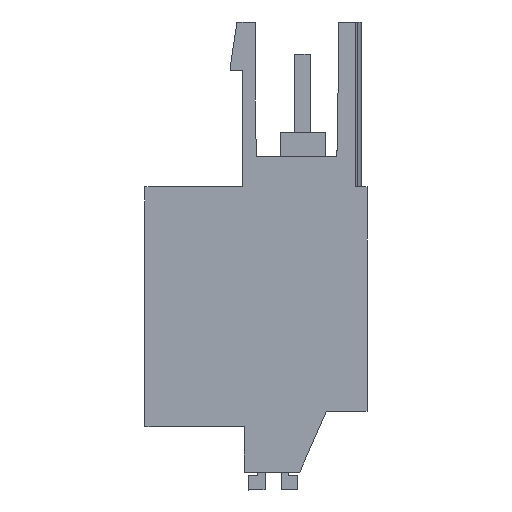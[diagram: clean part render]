
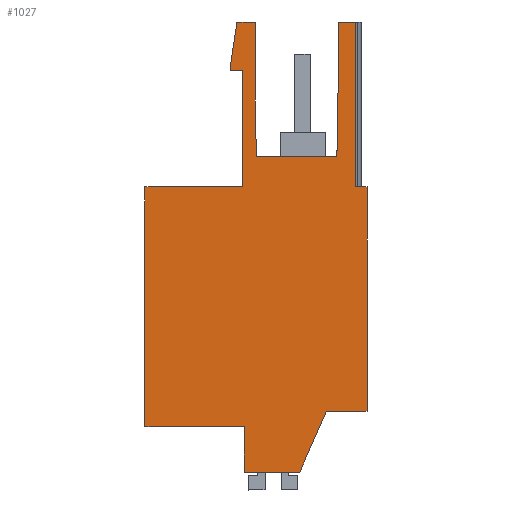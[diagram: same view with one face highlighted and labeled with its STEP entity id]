
A CAD part, left-side view. The second image highlights one B-rep face of the part: STEP entity #1027.
In plain terms, the highlighted planar face has unit normal (-1, 0, 0).
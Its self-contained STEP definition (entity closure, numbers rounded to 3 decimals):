
#871=AXIS2_PLACEMENT_3D('Plane Axis2P3D',#868,#869,#870) ;
#42=CARTESIAN_POINT('Vertex',(0.,2.6,5.043)) ;
#45=CARTESIAN_POINT('Line Origine',(0.,3.45,3.093)) ;
#49=CARTESIAN_POINT('Vertex',(0.,4.3,1.143)) ;
#82=CARTESIAN_POINT('Vertex',(0.,0.,5.043)) ;
#85=CARTESIAN_POINT('Line Origine',(0.,1.3,5.043)) ;
#868=CARTESIAN_POINT('Axis2P3D Location',(0.,6.8,19.383)) ;
#873=CARTESIAN_POINT('Line Origine',(0.,7.158,27.858)) ;
#877=CARTESIAN_POINT('Vertex',(0.,7.158,25.783)) ;
#879=CARTESIAN_POINT('Vertex',(0.,7.158,29.933)) ;
#882=CARTESIAN_POINT('Line Origine',(0.,7.738,29.933)) ;
#886=CARTESIAN_POINT('Vertex',(0.,8.318,29.933)) ;
#889=CARTESIAN_POINT('Line Origine',(0.,8.528,28.533)) ;
#893=CARTESIAN_POINT('Vertex',(0.,8.738,27.133)) ;
#896=CARTESIAN_POINT('Line Origine',(0.,8.738,26.973)) ;
#900=CARTESIAN_POINT('Vertex',(0.,8.738,26.813)) ;
#903=CARTESIAN_POINT('Line Origine',(0.,8.353,26.813)) ;
#907=CARTESIAN_POINT('Vertex',(0.,7.968,26.813)) ;
#910=CARTESIAN_POINT('Line Origine',(0.,7.968,23.098)) ;
#914=CARTESIAN_POINT('Vertex',(0.,7.968,19.383)) ;
#917=CARTESIAN_POINT('Line Origine',(0.,11.084,19.383)) ;
#921=CARTESIAN_POINT('Vertex',(0.,14.2,19.383)) ;
#924=CARTESIAN_POINT('Line Origine',(0.,14.2,11.713)) ;
#928=CARTESIAN_POINT('Vertex',(0.,14.2,4.043)) ;
#931=CARTESIAN_POINT('Line Origine',(0.,11.025,4.043)) ;
#935=CARTESIAN_POINT('Vertex',(0.,7.85,4.043)) ;
#938=CARTESIAN_POINT('Line Origine',(0.,7.85,2.593)) ;
#942=CARTESIAN_POINT('Vertex',(0.,7.85,1.143)) ;
#945=CARTESIAN_POINT('Line Origine',(0.,6.075,1.143)) ;
#950=CARTESIAN_POINT('Line Origine',(0.,0.,12.213)) ;
#954=CARTESIAN_POINT('Vertex',(0.,0.,19.383)) ;
#957=CARTESIAN_POINT('Line Origine',(0.,0.361,19.383)) ;
#961=CARTESIAN_POINT('Vertex',(0.,0.723,19.383)) ;
#964=CARTESIAN_POINT('Line Origine',(0.,0.723,24.658)) ;
#968=CARTESIAN_POINT('Vertex',(0.,0.723,29.933)) ;
#971=CARTESIAN_POINT('Line Origine',(0.,1.285,29.933)) ;
#975=CARTESIAN_POINT('Vertex',(0.,1.848,29.933)) ;
#978=CARTESIAN_POINT('Line Origine',(0.,1.848,27.858)) ;
#982=CARTESIAN_POINT('Vertex',(0.,1.848,25.783)) ;
#985=CARTESIAN_POINT('Line Origine',(0.,1.887,23.558)) ;
#989=CARTESIAN_POINT('Vertex',(0.,1.926,21.333)) ;
#992=CARTESIAN_POINT('Line Origine',(0.,4.503,21.333)) ;
#996=CARTESIAN_POINT('Vertex',(0.,7.08,21.333)) ;
#999=CARTESIAN_POINT('Line Origine',(0.,7.119,23.558)) ;
#46=DIRECTION('Vector Direction',(0.,-0.4,0.917)) ;
#86=DIRECTION('Vector Direction',(0.,-1.,0.)) ;
#869=DIRECTION('Axis2P3D Direction',(-1.,0.,0.)) ;
#870=DIRECTION('Axis2P3D XDirection',(0.,1.,0.)) ;
#874=DIRECTION('Vector Direction',(0.,0.,1.)) ;
#883=DIRECTION('Vector Direction',(0.,1.,0.)) ;
#890=DIRECTION('Vector Direction',(0.,0.148,-0.989)) ;
#897=DIRECTION('Vector Direction',(0.,0.,-1.)) ;
#904=DIRECTION('Vector Direction',(0.,1.,0.)) ;
#911=DIRECTION('Vector Direction',(0.,0.,1.)) ;
#918=DIRECTION('Vector Direction',(0.,1.,0.)) ;
#925=DIRECTION('Vector Direction',(0.,0.,-1.)) ;
#932=DIRECTION('Vector Direction',(0.,-1.,0.)) ;
#939=DIRECTION('Vector Direction',(0.,0.,-1.)) ;
#946=DIRECTION('Vector Direction',(0.,-1.,0.)) ;
#951=DIRECTION('Vector Direction',(0.,0.,1.)) ;
#958=DIRECTION('Vector Direction',(0.,1.,0.)) ;
#965=DIRECTION('Vector Direction',(0.,0.,-1.)) ;
#972=DIRECTION('Vector Direction',(0.,1.,0.)) ;
#979=DIRECTION('Vector Direction',(0.,0.,1.)) ;
#986=DIRECTION('Vector Direction',(0.,0.017,-1.)) ;
#993=DIRECTION('Vector Direction',(0.,-1.,0.)) ;
#1000=DIRECTION('Vector Direction',(0.,-0.017,-1.)) ;
#47=VECTOR('Line Direction',#46,1.) ;
#87=VECTOR('Line Direction',#86,1.) ;
#875=VECTOR('Line Direction',#874,1.) ;
#884=VECTOR('Line Direction',#883,1.) ;
#891=VECTOR('Line Direction',#890,1.) ;
#898=VECTOR('Line Direction',#897,1.) ;
#905=VECTOR('Line Direction',#904,1.) ;
#912=VECTOR('Line Direction',#911,1.) ;
#919=VECTOR('Line Direction',#918,1.) ;
#926=VECTOR('Line Direction',#925,1.) ;
#933=VECTOR('Line Direction',#932,1.) ;
#940=VECTOR('Line Direction',#939,1.) ;
#947=VECTOR('Line Direction',#946,1.) ;
#952=VECTOR('Line Direction',#951,1.) ;
#959=VECTOR('Line Direction',#958,1.) ;
#966=VECTOR('Line Direction',#965,1.) ;
#973=VECTOR('Line Direction',#972,1.) ;
#980=VECTOR('Line Direction',#979,1.) ;
#987=VECTOR('Line Direction',#986,1.) ;
#994=VECTOR('Line Direction',#993,1.) ;
#1001=VECTOR('Line Direction',#1000,1.) ;
#1005=ORIENTED_EDGE('',*,*,#881,.T.) ;
#1006=ORIENTED_EDGE('',*,*,#888,.T.) ;
#1007=ORIENTED_EDGE('',*,*,#895,.T.) ;
#1008=ORIENTED_EDGE('',*,*,#902,.T.) ;
#1009=ORIENTED_EDGE('',*,*,#909,.F.) ;
#1010=ORIENTED_EDGE('',*,*,#916,.F.) ;
#1011=ORIENTED_EDGE('',*,*,#923,.T.) ;
#1012=ORIENTED_EDGE('',*,*,#930,.T.) ;
#1013=ORIENTED_EDGE('',*,*,#937,.T.) ;
#1014=ORIENTED_EDGE('',*,*,#944,.T.) ;
#1015=ORIENTED_EDGE('',*,*,#949,.T.) ;
#1016=ORIENTED_EDGE('',*,*,#51,.T.) ;
#1017=ORIENTED_EDGE('',*,*,#89,.T.) ;
#1018=ORIENTED_EDGE('',*,*,#956,.T.) ;
#1019=ORIENTED_EDGE('',*,*,#963,.T.) ;
#1020=ORIENTED_EDGE('',*,*,#970,.F.) ;
#1021=ORIENTED_EDGE('',*,*,#977,.T.) ;
#1022=ORIENTED_EDGE('',*,*,#984,.F.) ;
#1023=ORIENTED_EDGE('',*,*,#991,.T.) ;
#1024=ORIENTED_EDGE('',*,*,#998,.F.) ;
#1025=ORIENTED_EDGE('',*,*,#1003,.F.) ;
#1027=ADVANCED_FACE('HOUSING',(#1026),#872,.T.) ;
#51=EDGE_CURVE('',#50,#43,#48,.T.) ;
#89=EDGE_CURVE('',#43,#83,#88,.T.) ;
#881=EDGE_CURVE('',#878,#880,#876,.T.) ;
#888=EDGE_CURVE('',#880,#887,#885,.T.) ;
#895=EDGE_CURVE('',#887,#894,#892,.T.) ;
#902=EDGE_CURVE('',#894,#901,#899,.T.) ;
#909=EDGE_CURVE('',#908,#901,#906,.T.) ;
#916=EDGE_CURVE('',#915,#908,#913,.T.) ;
#923=EDGE_CURVE('',#915,#922,#920,.T.) ;
#930=EDGE_CURVE('',#922,#929,#927,.T.) ;
#937=EDGE_CURVE('',#929,#936,#934,.T.) ;
#944=EDGE_CURVE('',#936,#943,#941,.T.) ;
#949=EDGE_CURVE('',#943,#50,#948,.T.) ;
#956=EDGE_CURVE('',#83,#955,#953,.T.) ;
#963=EDGE_CURVE('',#955,#962,#960,.T.) ;
#970=EDGE_CURVE('',#969,#962,#967,.T.) ;
#977=EDGE_CURVE('',#969,#976,#974,.T.) ;
#984=EDGE_CURVE('',#983,#976,#981,.T.) ;
#991=EDGE_CURVE('',#983,#990,#988,.T.) ;
#998=EDGE_CURVE('',#997,#990,#995,.T.) ;
#1003=EDGE_CURVE('',#878,#997,#1002,.T.) ;
#1004=EDGE_LOOP('',(#1005,#1006,#1007,#1008,#1009,#1010,#1011,#1012,#1013,#1014,#1015,#1016,#1017,#1018,#1019,#1020,#1021,#1022,#1023,#1024,#1025)) ;
#1026=FACE_OUTER_BOUND('',#1004,.T.) ;
#48=LINE('Line',#45,#47) ;
#88=LINE('Line',#85,#87) ;
#876=LINE('Line',#873,#875) ;
#885=LINE('Line',#882,#884) ;
#892=LINE('Line',#889,#891) ;
#899=LINE('Line',#896,#898) ;
#906=LINE('Line',#903,#905) ;
#913=LINE('Line',#910,#912) ;
#920=LINE('Line',#917,#919) ;
#927=LINE('Line',#924,#926) ;
#934=LINE('Line',#931,#933) ;
#941=LINE('Line',#938,#940) ;
#948=LINE('Line',#945,#947) ;
#953=LINE('Line',#950,#952) ;
#960=LINE('Line',#957,#959) ;
#967=LINE('Line',#964,#966) ;
#974=LINE('Line',#971,#973) ;
#981=LINE('Line',#978,#980) ;
#988=LINE('Line',#985,#987) ;
#995=LINE('Line',#992,#994) ;
#1002=LINE('Line',#999,#1001) ;
#872=PLANE('',#871) ;
#43=VERTEX_POINT('',#42) ;
#50=VERTEX_POINT('',#49) ;
#83=VERTEX_POINT('',#82) ;
#878=VERTEX_POINT('',#877) ;
#880=VERTEX_POINT('',#879) ;
#887=VERTEX_POINT('',#886) ;
#894=VERTEX_POINT('',#893) ;
#901=VERTEX_POINT('',#900) ;
#908=VERTEX_POINT('',#907) ;
#915=VERTEX_POINT('',#914) ;
#922=VERTEX_POINT('',#921) ;
#929=VERTEX_POINT('',#928) ;
#936=VERTEX_POINT('',#935) ;
#943=VERTEX_POINT('',#942) ;
#955=VERTEX_POINT('',#954) ;
#962=VERTEX_POINT('',#961) ;
#969=VERTEX_POINT('',#968) ;
#976=VERTEX_POINT('',#975) ;
#983=VERTEX_POINT('',#982) ;
#990=VERTEX_POINT('',#989) ;
#997=VERTEX_POINT('',#996) ;
